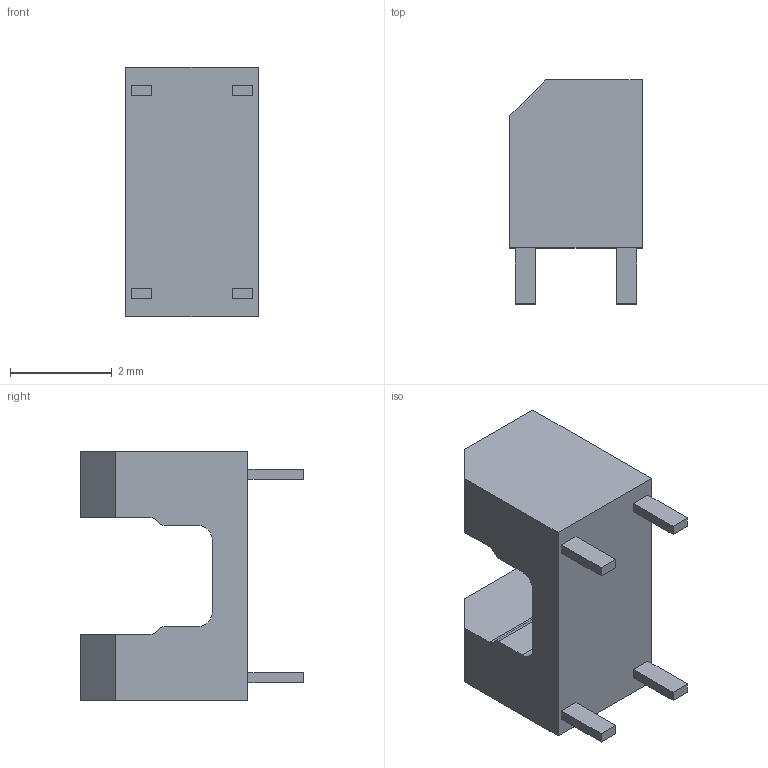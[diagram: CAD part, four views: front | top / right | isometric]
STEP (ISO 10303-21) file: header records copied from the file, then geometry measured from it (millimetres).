
FILE_DESCRIPTION (( 'STEP AP214' ), '1' );
FILE_NAME ('F4FF9176-6D2C-4C0E-8533-CE6F44DB1B85.STEP', '2025-03-26T06:46:36', ( '' ), ( '' ), 'SwSTEP 2.0', 'SolidWorks 2022', '' );
FILE_SCHEMA (( 'AUTOMOTIVE_DESIGN' ));
Length unit declared in the file: millimetre
Products named in the file (1): F4FF9176-6D2C-4C0E-8533-CE6F44DB1B85
Bounding box: 2.6 x 4.4 x 4.9 mm (x, y, z)
Volume: 27.2 mm3; surface area: 79.3 mm2
Topology: 1 solids, 1 shells, 40 faces, 102 edges, 68 vertices
Faces by surface type: plane 34, cylinder 6
Entity records: 1452 total; most frequent: CARTESIAN_POINT 211, ORIENTED_EDGE 204, DIRECTION 196, EDGE_CURVE 102, VECTOR 90, LINE 90, VERTEX_POINT 68, AXIS2_PLACEMENT_3D 53
